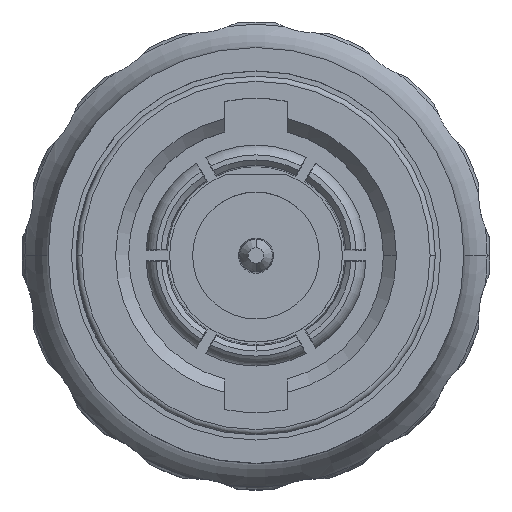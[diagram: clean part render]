
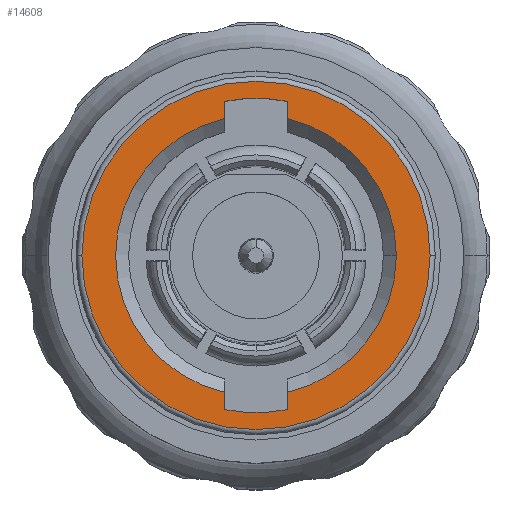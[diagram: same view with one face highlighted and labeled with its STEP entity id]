
A CAD part, top view. The second image highlights one B-rep face of the part: STEP entity #14608.
In plain terms, the highlighted planar face has unit normal (0, 0, 1).
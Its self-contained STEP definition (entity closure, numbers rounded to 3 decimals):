
#365 = FACE_OUTER_BOUND ( 'NONE', #4863, .T. ) ;
#394 = DIRECTION ( 'NONE',  ( 0., 0., 1. ) ) ;
#395 = VERTEX_POINT ( 'NONE', #8009 ) ;
#670 = VERTEX_POINT ( 'NONE', #8745 ) ;
#837 = CIRCLE ( 'NONE', #3509, 6.05 ) ;
#1057 = CARTESIAN_POINT ( 'NONE',  ( -1.2, -5.93, 0.85 ) ) ;
#1196 = VERTEX_POINT ( 'NONE', #16464 ) ;
#1207 = AXIS2_PLACEMENT_3D ( 'NONE', #5573, #16729, #7187 ) ;
#1240 = EDGE_CURVE ( 'NONE', #7943, #670, #837, .T. ) ;
#1590 = CARTESIAN_POINT ( 'NONE',  ( 0., 0., 0.85 ) ) ;
#1927 = ORIENTED_EDGE ( 'NONE', *, *, #14255, .F. ) ;
#2742 = CARTESIAN_POINT ( 'NONE',  ( 1.2, -4.751, 0.85 ) ) ;
#2804 = DIRECTION ( 'NONE',  ( 0., 1., 0. ) ) ;
#2986 = CARTESIAN_POINT ( 'NONE',  ( -1.2, -4.751, 0.85 ) ) ;
#3178 = DIRECTION ( 'NONE',  ( -1., 0., 0. ) ) ;
#3237 = CIRCLE ( 'NONE', #8154, 5.4 ) ;
#3509 = AXIS2_PLACEMENT_3D ( 'NONE', #9515, #20682, #11117 ) ;
#3562 = LINE ( 'NONE', #2986, #20051 ) ;
#3750 = CARTESIAN_POINT ( 'NONE',  ( 6.7, 0., 0.85 ) ) ;
#3875 = ORIENTED_EDGE ( 'NONE', *, *, #15229, .F. ) ;
#4150 = CARTESIAN_POINT ( 'NONE',  ( -1.2, -5.265, 0.85 ) ) ;
#4200 = ORIENTED_EDGE ( 'NONE', *, *, #16325, .F. ) ;
#4332 = VERTEX_POINT ( 'NONE', #4150 ) ;
#4484 = AXIS2_PLACEMENT_3D ( 'NONE', #9964, #394, #11565 ) ;
#4600 = ORIENTED_EDGE ( 'NONE', *, *, #20451, .T. ) ;
#4863 = EDGE_LOOP ( 'NONE', ( #16244, #4600 ) ) ;
#5150 = CIRCLE ( 'NONE', #9273, 6.7 ) ;
#5573 = CARTESIAN_POINT ( 'NONE',  ( 0., 0., 0.85 ) ) ;
#5833 = CARTESIAN_POINT ( 'NONE',  ( 0., 0., 0.85 ) ) ;
#6495 = CARTESIAN_POINT ( 'NONE',  ( 5.4, 0., 0.85 ) ) ;
#6872 = EDGE_CURVE ( 'NONE', #13055, #1196, #14081, .T. ) ;
#6954 = VERTEX_POINT ( 'NONE', #10104 ) ;
#7104 = VECTOR ( 'NONE', #2804, 1000. ) ;
#7187 = DIRECTION ( 'NONE',  ( -1., 0., 0. ) ) ;
#7445 = DIRECTION ( 'NONE',  ( -1., 0., 0. ) ) ;
#7458 = DIRECTION ( 'NONE',  ( 0., 0., -1. ) ) ;
#7816 = DIRECTION ( 'NONE',  ( 0., -1., 0. ) ) ;
#7943 = VERTEX_POINT ( 'NONE', #1057 ) ;
#8009 = CARTESIAN_POINT ( 'NONE',  ( -1.2, 5.93, 0.85 ) ) ;
#8080 = CARTESIAN_POINT ( 'NONE',  ( -1.2, 4.751, 0.85 ) ) ;
#8132 = VERTEX_POINT ( 'NONE', #19312 ) ;
#8154 = AXIS2_PLACEMENT_3D ( 'NONE', #18844, #9284, #20468 ) ;
#8745 = CARTESIAN_POINT ( 'NONE',  ( 1.2, -5.93, 0.85 ) ) ;
#8763 = EDGE_CURVE ( 'NONE', #18929, #4332, #20144, .T. ) ;
#8975 = PLANE ( 'NONE',  #9814 ) ;
#9017 = DIRECTION ( 'NONE',  ( 0., 0., 1. ) ) ;
#9273 = AXIS2_PLACEMENT_3D ( 'NONE', #1590, #12782, #3178 ) ;
#9284 = DIRECTION ( 'NONE',  ( 0., 0., 1. ) ) ;
#9515 = CARTESIAN_POINT ( 'NONE',  ( 0., 0., 0.85 ) ) ;
#9814 = AXIS2_PLACEMENT_3D ( 'NONE', #16995, #7458, #18615 ) ;
#9964 = CARTESIAN_POINT ( 'NONE',  ( 0., 0., 0.85 ) ) ;
#10104 = CARTESIAN_POINT ( 'NONE',  ( -6.7, 0., 0.85 ) ) ;
#10168 = CIRCLE ( 'NONE', #1207, 6.05 ) ;
#10222 = LINE ( 'NONE', #8080, #14462 ) ;
#10435 = ORIENTED_EDGE ( 'NONE', *, *, #17094, .F. ) ;
#10464 = AXIS2_PLACEMENT_3D ( 'NONE', #5833, #16985, #7445 ) ;
#11117 = DIRECTION ( 'NONE',  ( 1., 0., 0. ) ) ;
#11292 = DIRECTION ( 'NONE',  ( 0., -1., 0. ) ) ;
#11565 = DIRECTION ( 'NONE',  ( 1., 0., 0. ) ) ;
#11729 = CIRCLE ( 'NONE', #10464, 6.7 ) ;
#12335 = DIRECTION ( 'NONE',  ( 0., 1., 0. ) ) ;
#12408 = CARTESIAN_POINT ( 'NONE',  ( 1.2, 4.751, 0.85 ) ) ;
#12631 = FACE_BOUND ( 'NONE', #16864, .T. ) ;
#12709 = ORIENTED_EDGE ( 'NONE', *, *, #1240, .F. ) ;
#12782 = DIRECTION ( 'NONE',  ( 0., 0., 1. ) ) ;
#13055 = VERTEX_POINT ( 'NONE', #6495 ) ;
#13155 = VERTEX_POINT ( 'NONE', #3750 ) ;
#13204 = EDGE_CURVE ( 'NONE', #17906, #395, #10168, .T. ) ;
#13447 = CARTESIAN_POINT ( 'NONE',  ( 1.2, 5.93, 0.85 ) ) ;
#13621 = LINE ( 'NONE', #2742, #17837 ) ;
#14045 = EDGE_CURVE ( 'NONE', #670, #8132, #13621, .T. ) ;
#14081 = CIRCLE ( 'NONE', #4484, 5.4 ) ;
#14255 = EDGE_CURVE ( 'NONE', #4332, #7943, #3562, .T. ) ;
#14462 = VECTOR ( 'NONE', #11292, 1000. ) ;
#14608 = ADVANCED_FACE ( 'NONE', ( #365, #12631 ), #8975, .F. ) ;
#14700 = ORIENTED_EDGE ( 'NONE', *, *, #14045, .F. ) ;
#14729 = AXIS2_PLACEMENT_3D ( 'NONE', #18583, #9017, #20184 ) ;
#14842 = ORIENTED_EDGE ( 'NONE', *, *, #13204, .F. ) ;
#15229 = EDGE_CURVE ( 'NONE', #1196, #17906, #19316, .T. ) ;
#15472 = ORIENTED_EDGE ( 'NONE', *, *, #8763, .F. ) ;
#16244 = ORIENTED_EDGE ( 'NONE', *, *, #17361, .T. ) ;
#16325 = EDGE_CURVE ( 'NONE', #8132, #13055, #3237, .T. ) ;
#16464 = CARTESIAN_POINT ( 'NONE',  ( 1.2, 5.265, 0.85 ) ) ;
#16594 = CARTESIAN_POINT ( 'NONE',  ( -1.2, 5.265, 0.85 ) ) ;
#16729 = DIRECTION ( 'NONE',  ( 0., 0., 1. ) ) ;
#16864 = EDGE_LOOP ( 'NONE', ( #14842, #3875, #18459, #4200, #14700, #12709, #1927, #15472, #10435 ) ) ;
#16985 = DIRECTION ( 'NONE',  ( 0., 0., 1. ) ) ;
#16995 = CARTESIAN_POINT ( 'NONE',  ( 0., 0., 0.85 ) ) ;
#17094 = EDGE_CURVE ( 'NONE', #395, #18929, #10222, .T. ) ;
#17361 = EDGE_CURVE ( 'NONE', #6954, #13155, #11729, .T. ) ;
#17837 = VECTOR ( 'NONE', #12335, 1000. ) ;
#17906 = VERTEX_POINT ( 'NONE', #13447 ) ;
#18459 = ORIENTED_EDGE ( 'NONE', *, *, #6872, .F. ) ;
#18583 = CARTESIAN_POINT ( 'NONE',  ( 0., 0., 0.85 ) ) ;
#18615 = DIRECTION ( 'NONE',  ( -1., 0., 0. ) ) ;
#18844 = CARTESIAN_POINT ( 'NONE',  ( 0., 0., 0.85 ) ) ;
#18929 = VERTEX_POINT ( 'NONE', #16594 ) ;
#19312 = CARTESIAN_POINT ( 'NONE',  ( 1.2, -5.265, 0.85 ) ) ;
#19316 = LINE ( 'NONE', #12408, #7104 ) ;
#20051 = VECTOR ( 'NONE', #7816, 1000. ) ;
#20144 = CIRCLE ( 'NONE', #14729, 5.4 ) ;
#20184 = DIRECTION ( 'NONE',  ( 1., 0., 0. ) ) ;
#20451 = EDGE_CURVE ( 'NONE', #13155, #6954, #5150, .T. ) ;
#20468 = DIRECTION ( 'NONE',  ( 1., 0., 0. ) ) ;
#20682 = DIRECTION ( 'NONE',  ( 0., 0., 1. ) ) ;
